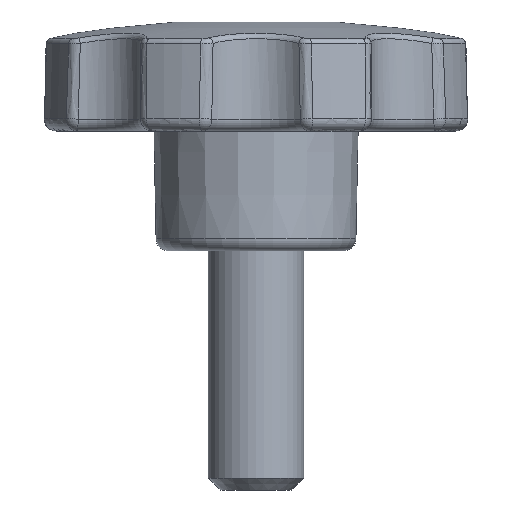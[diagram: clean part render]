
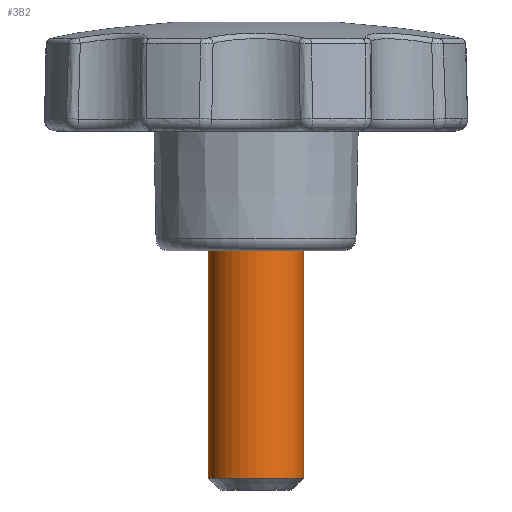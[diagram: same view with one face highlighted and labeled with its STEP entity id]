
A CAD part, front view. The second image highlights one B-rep face of the part: STEP entity #382.
In plain terms, the highlighted cylindrical face has radius 6 mm (diameter 12 mm), a full revolution.
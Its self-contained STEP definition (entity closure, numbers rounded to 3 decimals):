
#382 = ADVANCED_FACE( '', ( #926, #927 ), #928, .T. );
#926 = FACE_OUTER_BOUND( '', #2456, .T. );
#927 = FACE_OUTER_BOUND( '', #2457, .T. );
#928 = CYLINDRICAL_SURFACE( '', #2458, 6. );
#2456 = EDGE_LOOP( '', ( #6849 ) );
#2457 = EDGE_LOOP( '', ( #6850 ) );
#2458 = AXIS2_PLACEMENT_3D( '', #6851, #6852, #6853 );
#6849 = ORIENTED_EDGE( '', *, *, #8184, .T. );
#6850 = ORIENTED_EDGE( '', *, *, #8345, .F. );
#6851 = CARTESIAN_POINT( '', ( 0., 0., 44. ) );
#6852 = DIRECTION( '', ( 0., 0., -1. ) );
#6853 = DIRECTION( '', ( 1., 0., 0. ) );
#8184 = EDGE_CURVE( '', #8959, #8959, #8960, .T. );
#8345 = EDGE_CURVE( '', #9233, #9233, #9234, .T. );
#8959 = VERTEX_POINT( '', #10108 );
#8960 = CIRCLE( '', #10109, 6. );
#9233 = VERTEX_POINT( '', #10746 );
#9234 = CIRCLE( '', #10747, 6. );
#10108 = CARTESIAN_POINT( '', ( 6., 0., -28.5 ) );
#10109 = AXIS2_PLACEMENT_3D( '', #13576, #13577, #13578 );
#10746 = CARTESIAN_POINT( '', ( 6., 0., 0. ) );
#10747 = AXIS2_PLACEMENT_3D( '', #13860, #13861, #13862 );
#13576 = CARTESIAN_POINT( '', ( 0., 0., -28.5 ) );
#13577 = DIRECTION( '', ( 0., 0., 1. ) );
#13578 = DIRECTION( '', ( 1., 0., 0. ) );
#13860 = CARTESIAN_POINT( '', ( 0., 0., 0. ) );
#13861 = DIRECTION( '', ( 0., 0., 1. ) );
#13862 = DIRECTION( '', ( 1., 0., 0. ) );
